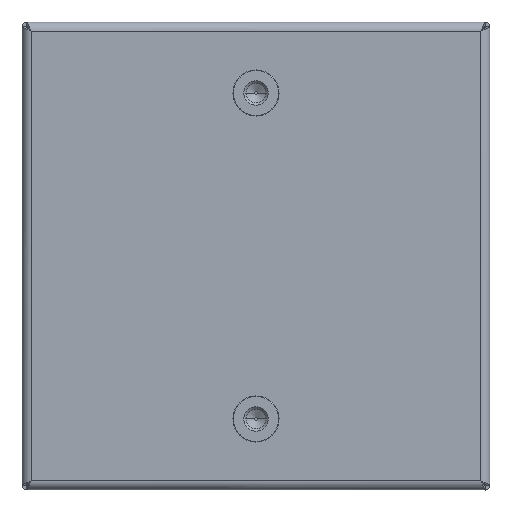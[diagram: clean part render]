
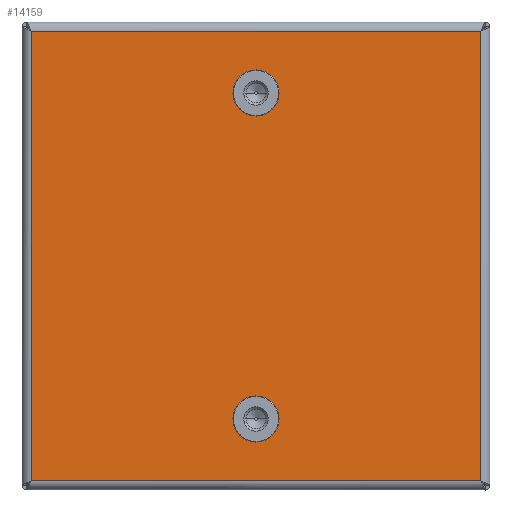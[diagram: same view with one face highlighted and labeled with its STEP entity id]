
A CAD part, front view. The second image highlights one B-rep face of the part: STEP entity #14159.
In plain terms, the highlighted face is planar.
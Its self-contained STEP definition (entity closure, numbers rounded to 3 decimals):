
#780 = DIRECTION ( 'NONE',  ( -1., 0., 0. ) ) ;
#930 = CARTESIAN_POINT ( 'NONE',  ( 39., 0., 0. ) ) ;
#1410 = EDGE_CURVE ( 'NONE', #14715, #18734, #8035, .T. ) ;
#1840 = VERTEX_POINT ( 'NONE', #10151 ) ;
#1858 = ORIENTED_EDGE ( 'NONE', *, *, #21978, .T. ) ;
#1922 = CIRCLE ( 'NONE', #18071, 4. ) ;
#2146 = CARTESIAN_POINT ( 'NONE',  ( -39., 0., 0. ) ) ;
#2180 = VECTOR ( 'NONE', #4018, 1000. ) ;
#2474 = DIRECTION ( 'NONE',  ( 0., 0., 1. ) ) ;
#2499 = EDGE_CURVE ( 'NONE', #4873, #15063, #5876, .T. ) ;
#2704 = LINE ( 'NONE', #12632, #2180 ) ;
#3115 = ORIENTED_EDGE ( 'NONE', *, *, #9872, .F. ) ;
#3207 = VERTEX_POINT ( 'NONE', #10562 ) ;
#3513 = VECTOR ( 'NONE', #20286, 1000. ) ;
#3892 = ORIENTED_EDGE ( 'NONE', *, *, #21786, .F. ) ;
#3987 = CIRCLE ( 'NONE', #19239, 4. ) ;
#4018 = DIRECTION ( 'NONE',  ( -1., 0., 0. ) ) ;
#4318 = VERTEX_POINT ( 'NONE', #8988 ) ;
#4365 = ORIENTED_EDGE ( 'NONE', *, *, #9259, .T. ) ;
#4389 = DIRECTION ( 'NONE',  ( 0., 0., 1. ) ) ;
#4873 = VERTEX_POINT ( 'NONE', #2146 ) ;
#5212 = CARTESIAN_POINT ( 'NONE',  ( 48.25, -48.25, 0. ) ) ;
#5221 = LINE ( 'NONE', #10321, #9789 ) ;
#5581 = ORIENTED_EDGE ( 'NONE', *, *, #2499, .F. ) ;
#5792 = CARTESIAN_POINT ( 'NONE',  ( -50.25, -50.25, 0. ) ) ;
#5876 = CIRCLE ( 'NONE', #10758, 4. ) ;
#6186 = AXIS2_PLACEMENT_3D ( 'NONE', #7882, #19938, #9649 ) ;
#6239 = DIRECTION ( 'NONE',  ( 1., 0., 0. ) ) ;
#6565 = EDGE_LOOP ( 'NONE', ( #3892, #5581 ) ) ;
#7519 = CARTESIAN_POINT ( 'NONE',  ( 35., 0., 0. ) ) ;
#7882 = CARTESIAN_POINT ( 'NONE',  ( -35., 0., 0. ) ) ;
#8007 = VECTOR ( 'NONE', #12424, 1000. ) ;
#8035 = LINE ( 'NONE', #16577, #3513 ) ;
#8572 = CARTESIAN_POINT ( 'NONE',  ( -31., 0., 0. ) ) ;
#8988 = CARTESIAN_POINT ( 'NONE',  ( 48.25, 48.25, 0. ) ) ;
#9259 = EDGE_CURVE ( 'NONE', #18734, #4318, #12583, .T. ) ;
#9277 = DIRECTION ( 'NONE',  ( 1., 0., 0. ) ) ;
#9321 = PLANE ( 'NONE',  #10371 ) ;
#9649 = DIRECTION ( 'NONE',  ( 1., 0., 0. ) ) ;
#9789 = VECTOR ( 'NONE', #12014, 1000. ) ;
#9872 = EDGE_CURVE ( 'NONE', #1840, #12536, #3987, .T. ) ;
#10151 = CARTESIAN_POINT ( 'NONE',  ( 31., 0., 0. ) ) ;
#10222 = ORIENTED_EDGE ( 'NONE', *, *, #11934, .F. ) ;
#10321 = CARTESIAN_POINT ( 'NONE',  ( -48.25, 552.75, 0. ) ) ;
#10371 = AXIS2_PLACEMENT_3D ( 'NONE', #5792, #11042, #780 ) ;
#10412 = FACE_OUTER_BOUND ( 'NONE', #13547, .T. ) ;
#10562 = CARTESIAN_POINT ( 'NONE',  ( -48.25, 48.25, 0. ) ) ;
#10746 = CARTESIAN_POINT ( 'NONE',  ( 48.25, -552.75, 0. ) ) ;
#10758 = AXIS2_PLACEMENT_3D ( 'NONE', #15266, #2474, #6239 ) ;
#11042 = DIRECTION ( 'NONE',  ( 0., 0., -1. ) ) ;
#11934 = EDGE_CURVE ( 'NONE', #12536, #1840, #1922, .T. ) ;
#12014 = DIRECTION ( 'NONE',  ( 0., -1., 0. ) ) ;
#12424 = DIRECTION ( 'NONE',  ( 0., 1., 0. ) ) ;
#12536 = VERTEX_POINT ( 'NONE', #930 ) ;
#12583 = LINE ( 'NONE', #10746, #8007 ) ;
#12632 = CARTESIAN_POINT ( 'NONE',  ( 552.75, 48.25, 0. ) ) ;
#12996 = CIRCLE ( 'NONE', #6186, 4. ) ;
#13547 = EDGE_LOOP ( 'NONE', ( #4365, #17413, #1858, #20104 ) ) ;
#14159 = ADVANCED_FACE ( 'NONE', ( #18981, #19545, #10412 ), #9321, .F. ) ;
#14183 = EDGE_LOOP ( 'NONE', ( #10222, #3115 ) ) ;
#14675 = CARTESIAN_POINT ( 'NONE',  ( 35., 0., 0. ) ) ;
#14715 = VERTEX_POINT ( 'NONE', #19366 ) ;
#15063 = VERTEX_POINT ( 'NONE', #8572 ) ;
#15266 = CARTESIAN_POINT ( 'NONE',  ( -35., 0., 0. ) ) ;
#16413 = DIRECTION ( 'NONE',  ( 1., 0., 0. ) ) ;
#16577 = CARTESIAN_POINT ( 'NONE',  ( -552.75, -48.25, 0. ) ) ;
#17413 = ORIENTED_EDGE ( 'NONE', *, *, #17890, .T. ) ;
#17890 = EDGE_CURVE ( 'NONE', #4318, #3207, #2704, .T. ) ;
#18071 = AXIS2_PLACEMENT_3D ( 'NONE', #7519, #19570, #9277 ) ;
#18734 = VERTEX_POINT ( 'NONE', #5212 ) ;
#18981 = FACE_BOUND ( 'NONE', #14183, .T. ) ;
#19239 = AXIS2_PLACEMENT_3D ( 'NONE', #14675, #4389, #16413 ) ;
#19366 = CARTESIAN_POINT ( 'NONE',  ( -48.25, -48.25, 0. ) ) ;
#19545 = FACE_BOUND ( 'NONE', #6565, .T. ) ;
#19570 = DIRECTION ( 'NONE',  ( 0., 0., 1. ) ) ;
#19938 = DIRECTION ( 'NONE',  ( 0., 0., 1. ) ) ;
#20104 = ORIENTED_EDGE ( 'NONE', *, *, #1410, .T. ) ;
#20286 = DIRECTION ( 'NONE',  ( 1., 0., 0. ) ) ;
#21786 = EDGE_CURVE ( 'NONE', #15063, #4873, #12996, .T. ) ;
#21978 = EDGE_CURVE ( 'NONE', #3207, #14715, #5221, .T. ) ;
